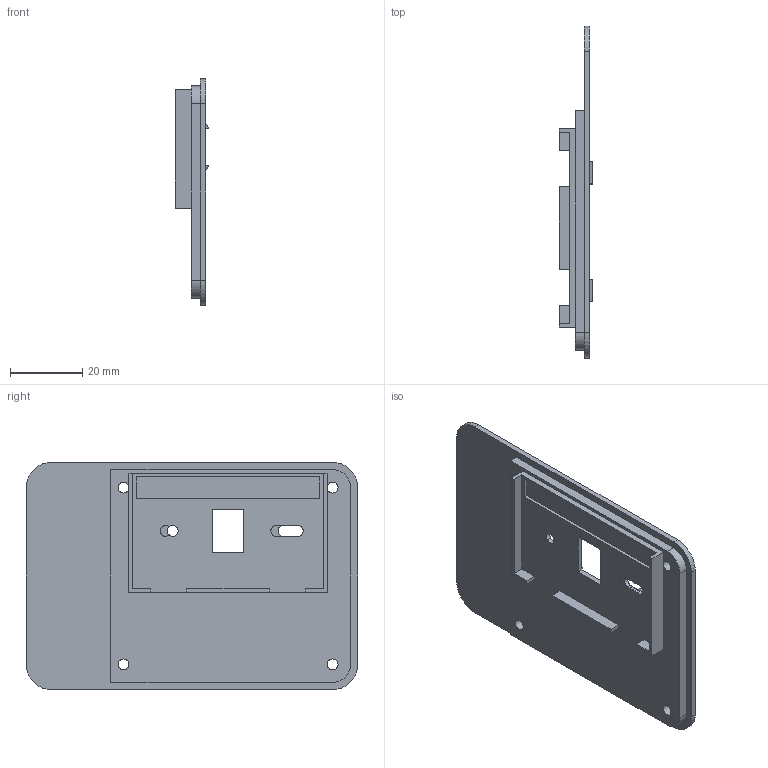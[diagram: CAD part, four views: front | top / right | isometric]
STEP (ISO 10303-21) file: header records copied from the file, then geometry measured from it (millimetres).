
FILE_DESCRIPTION(/* description */ (''),/* implementation_level */ '2;1');
FILE_NAME(/* name */ 'MouseGoggles 1.3 RaspberryPiCaseFrontPanelV2 v2.step',/* time_stamp */ '2024-01-19T16:49:41-05:00',/* author */ (''),/* organization */ (''),/* preprocessor_version */ 'ST-DEVELOPER v20',/* originating_system */ 'Autodesk Translation Framework v12.14.0.127',/* authorisation */ '');
FILE_SCHEMA (('AUTOMOTIVE_DESIGN { 1 0 10303 214 3 1 1 }'));
Length unit declared in the file: millimetre
Products named in the file (1): MouseGoggles 1.3 RaspberryPiCaseFrontPanelV2
Bounding box: 9.38 x 92 x 63 mm (x, y, z)
Volume: 15307.6 mm3; surface area: 14625.7 mm2
Topology: 3 solids, 3 shells, 111 faces, 298 edges, 198 vertices
Faces by surface type: plane 75, cylinder 34, bspline 2
Full cylindrical faces by diameter (mm): 3 x4, 6 x4
Entity records: 3538 total; most frequent: CARTESIAN_POINT 618, ORIENTED_EDGE 596, DIRECTION 592, EDGE_CURVE 298, LINE 224, VECTOR 224, VERTEX_POINT 198, AXIS2_PLACEMENT_3D 184
